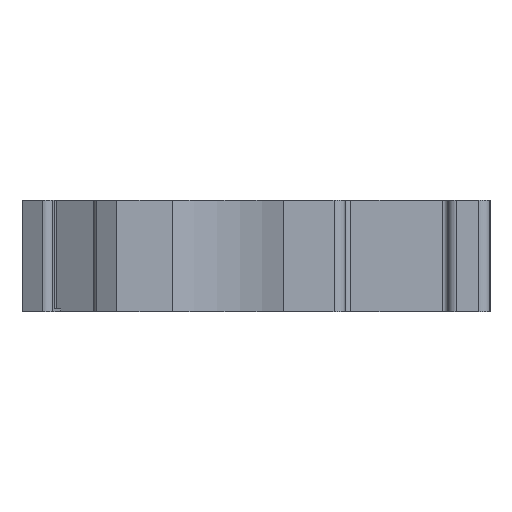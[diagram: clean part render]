
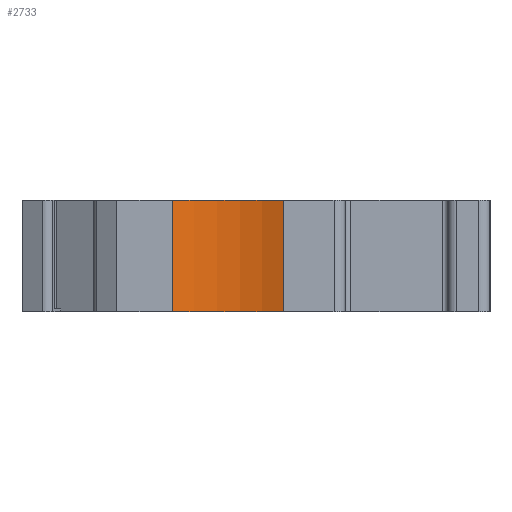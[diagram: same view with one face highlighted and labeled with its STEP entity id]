
A CAD part, left-side view. The second image highlights one B-rep face of the part: STEP entity #2733.
In plain terms, the highlighted cylindrical face has radius 13 mm (diameter 26 mm), a partial arc.
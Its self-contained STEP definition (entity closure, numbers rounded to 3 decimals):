
#28=CYLINDRICAL_SURFACE('',#2906,13.);
#73=CIRCLE('',#2907,13.);
#74=CIRCLE('',#2908,13.);
#293=ORIENTED_EDGE('',*,*,#1084,.T.);
#294=ORIENTED_EDGE('',*,*,#1083,.T.);
#295=ORIENTED_EDGE('',*,*,#1085,.F.);
#296=ORIENTED_EDGE('',*,*,#1086,.F.);
#1083=EDGE_CURVE('',#1466,#1467,#1746,.T.);
#1084=EDGE_CURVE('',#1468,#1466,#73,.F.);
#1085=EDGE_CURVE('',#1469,#1467,#74,.T.);
#1086=EDGE_CURVE('',#1468,#1469,#1747,.T.);
#1466=VERTEX_POINT('',#4127);
#1467=VERTEX_POINT('',#4129);
#1468=VERTEX_POINT('',#4133);
#1469=VERTEX_POINT('',#4135);
#1746=LINE('',#4130,#2081);
#1747=LINE('',#4136,#2082);
#2081=VECTOR('',#3300,1000.);
#2082=VECTOR('',#3307,1000.);
#2332=EDGE_LOOP('',(#293,#294,#295,#296));
#2481=FACE_BOUND('',#2332,.T.);
#2733=ADVANCED_FACE('',(#2481),#28,.F.);
#2906=AXIS2_PLACEMENT_3D('',#4131,#3301,#3302);
#2907=AXIS2_PLACEMENT_3D('',#4132,#3303,#3304);
#2908=AXIS2_PLACEMENT_3D('',#4134,#3305,#3306);
#3300=DIRECTION('',(0.,0.,1.));
#3301=DIRECTION('',(0.,0.,1.));
#3302=DIRECTION('',(1.,0.,0.));
#3303=DIRECTION('',(0.,0.,1.));
#3304=DIRECTION('',(1.,0.,0.));
#3305=DIRECTION('',(0.,0.,-1.));
#3306=DIRECTION('',(-1.,0.,0.));
#3307=DIRECTION('',(0.,0.,1.));
#4127=CARTESIAN_POINT('',(-37.5,-2.5,0.));
#4129=CARTESIAN_POINT('',(-37.5,-2.5,10.));
#4130=CARTESIAN_POINT('',(-37.5,-2.5,-79.152));
#4131=CARTESIAN_POINT('',(-49.5,2.5,-79.152));
#4132=CARTESIAN_POINT('',(-49.5,2.5,0.));
#4133=CARTESIAN_POINT('',(-37.5,7.5,0.));
#4134=CARTESIAN_POINT('',(-49.5,2.5,10.));
#4135=CARTESIAN_POINT('',(-37.5,7.5,10.));
#4136=CARTESIAN_POINT('',(-37.5,7.5,-79.152));
